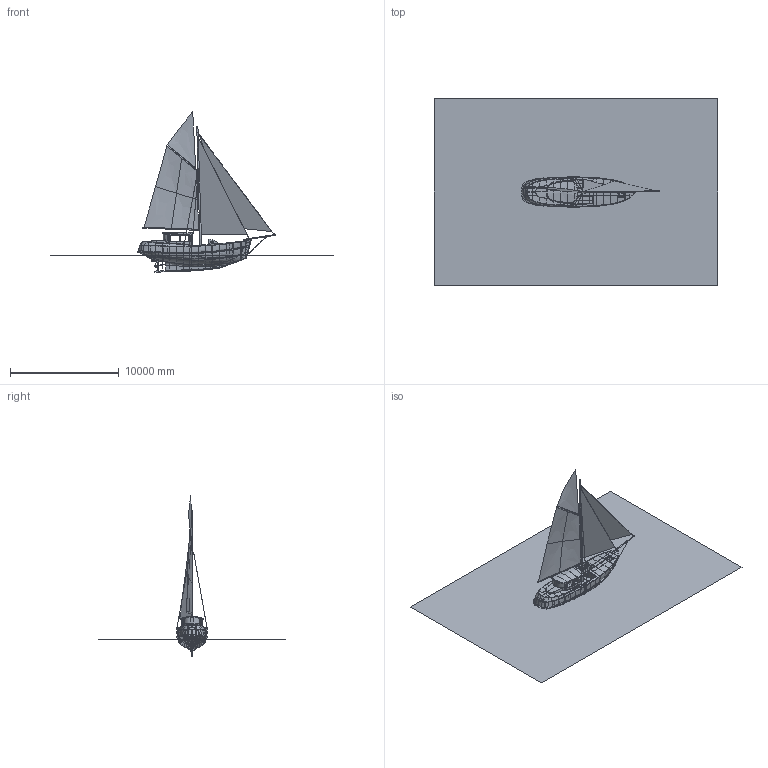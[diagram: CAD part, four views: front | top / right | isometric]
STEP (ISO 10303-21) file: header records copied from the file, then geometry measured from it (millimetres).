
FILE_DESCRIPTION(('FreeCAD Model'),'2;1');
FILE_NAME('Open CASCADE Shape Model','2025-05-03T07:27:29',('FreeCAD'),( 'FreeCAD'),'Open CASCADE STEP processor 7.6','FreeCAD','Unknown');
FILE_SCHEMA(('AUTOMOTIVE_DESIGN { 1 0 10303 214 1 1 1 1 }'));
Products named in the file (1): Open CASCADE STEP translator 7.6 1
Bounding box: 26132.27 x 17144.1 x 14792.25 mm (x, y, z)
Volume: 474033178.4 mm3; surface area: 773061012.9 mm2
Topology: 129 solids, 156 shells, 2949 faces, 7108 edges, 4431 vertices
Faces by surface type: bspline 2949
Entity records: 344275 total; most frequent: CARTESIAN_POINT 300173, ORIENTED_EDGE 14009, EDGE_CURVE 7084, B_SPLINE_CURVE_WITH_KNOTS 6599, VERTEX_POINT 4391, FACE_BOUND 3058, EDGE_LOOP 3058, ADVANCED_FACE 2949
